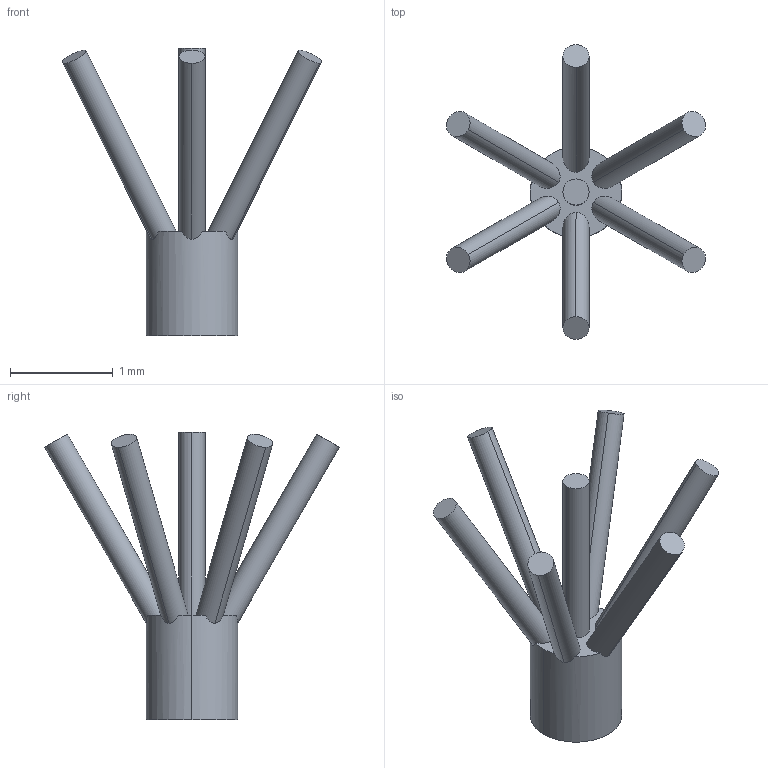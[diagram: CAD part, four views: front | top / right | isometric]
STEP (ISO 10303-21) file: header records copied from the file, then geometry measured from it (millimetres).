
FILE_DESCRIPTION (( 'STEP AP203' ), '1' );
FILE_NAME ('NNP-DWG-140-013-000 Electrode, IM, Prolene Barb.STEP', '2024-07-08T17:36:37', ( '' ), ( '' ), 'SwSTEP 2.0', 'SolidWorks 2024', '' );
FILE_SCHEMA (( 'CONFIG_CONTROL_DESIGN' ));
Length unit declared in the file: inch
Products named in the file (1): NNP-DWG-140-013-000 Electrode, IM, Prolene Barb
Bounding box: 2.52 x 2.86 x 2.79 mm (x, y, z)
Volume: 1.3 mm3; surface area: 14.9 mm2
Topology: 1 solids, 1 shells, 25 faces, 78 edges, 56 vertices
Faces by surface type: cylinder 16, plane 9
Entity records: 1035 total; most frequent: CARTESIAN_POINT 306, ORIENTED_EDGE 156, DIRECTION 120, EDGE_CURVE 78, VERTEX_POINT 56, AXIS2_PLACEMENT_3D 52, CIRCLE 26, EDGE_LOOP 26
